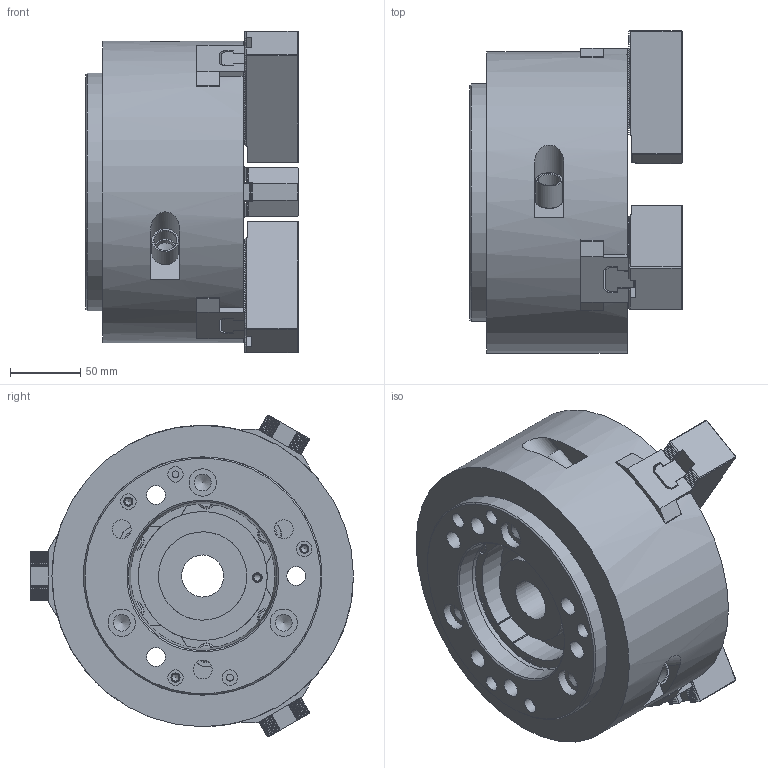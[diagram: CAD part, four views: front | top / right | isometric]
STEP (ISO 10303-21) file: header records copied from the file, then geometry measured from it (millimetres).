
FILE_DESCRIPTION(/* description */ ('Unknown'),/* implementation_level */ '2;1');
FILE_NAME(/* name */ 'BL208A6_ASSY solid',/* time_stamp */ '2019-07-09T11:41:13+01:00',/* author */ ('Unknown'),/* organization */ ('Unknown'),/* preprocessor_version */ 'ST-DEVELOPER v16.7',/* originating_system */ 'DEX',/* authorisation */ $);
FILE_SCHEMA (('AUTOMOTIVE_DESIGN {1 0 10303 214 3 1 1}'));
Products named in the file (1): BL208A6_ASSY
Bounding box: 151.2 x 230.27 x 229.54 mm (x, y, z)
Volume: 3543432.6 mm3; surface area: 605787.7 mm2
Topology: 42 solids, 42 shells, 2821 faces, 7785 edges, 5126 vertices
Faces by surface type: plane 2419, cylinder 274, cone 125, torus 3
Full cylindrical faces by diameter (mm): 4 x4, 4.2 x3, 4.5 x2, 4.917 x2, 5 x10, 5.5 x3, 6 x8, 6.6 x3, 6.8 x8, 8 x14, 9 x6, 9.5 x3, 10 x3, 11 x5, 12 x12, 13 x12, 13.5 x9, 14 x9, 16 x3, 18 x18, 19 x9, 19.46 x3, 20 x3, 30 x1, 45 x1, 49 x2, 53 x1, 55.5 x1, 63 x2, 70 x2
Entity records: 86950 total; most frequent: CARTESIAN_POINT 15431, ORIENTED_EDGE 14790, DIRECTION 13900, EDGE_CURVE 7395, LINE 6500, VECTOR 6500, VERTEX_POINT 5073, AXIS2_PLACEMENT_3D 3700
